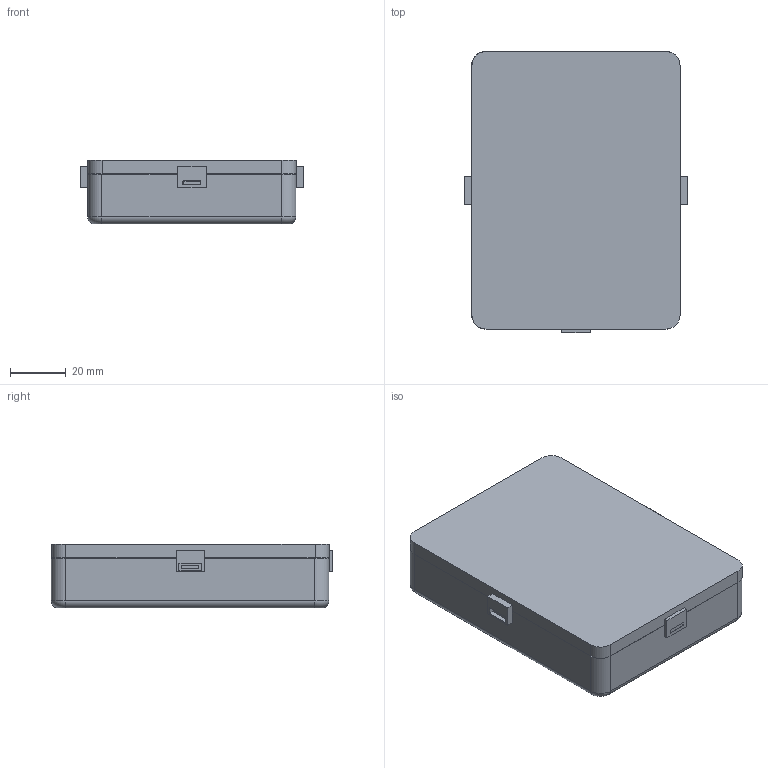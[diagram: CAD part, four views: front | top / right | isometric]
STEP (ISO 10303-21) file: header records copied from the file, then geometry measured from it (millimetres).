
FILE_DESCRIPTION(('STEP AP242 Edition 2','STEP AP242 Edition 2''CAx-IF Rec.Pracs.---Representation and Presentation of Product Manufacturing Information (PMI)---4.0---2014-10-13','STEP AP242 Edition 2''CAx-IF Rec.Pracs.---Representation and Presentation of Product Manufacturing Information (PMI)---4.0---2014-10-13''CAx-IF Rec.Pracs.---3D Tessellated Geometry---0.4---2014-09-14','STEP AP242 Edition 2''CAx-IF Rec.Pracs.---Representation and Presentation of Product Manufacturing Information (PMI)---4.0---2014-10-13''CAx-IF Rec.Pracs.---3D Tessellated Geometry---0.4---2014-09-14''2;1','STEP AP242 Edition 2''CAx-IF Rec.Pracs.---Representation and Presentation of Product Manufacturing Information (PMI)---4.0---2014-10-13''CAx-IF Rec.Pracs.---3D Tessellated Geometry---0.4---2014-09-14''2;1''CAx-IF Rec.Pracs.---User Defined Attributes---1.5---2016-08-15'),'2;1');
FILE_NAME('699b9318f2b1d5c38b02646c.step','2026-02-22T23:36:56',(''),(''),'ST-DEVELOPER v20','ONSHAPE BY PTC INC, 1.211',' ');
FILE_SCHEMA(('AP242_MANAGED_MODEL_BASED_3D_ENGINEERING_MIM_LF { 1 0 10303 442 3 1 4 }'));
Length unit declared in the file: metre
Products named in the file (4): Assembly 1; Part 1; Part 2
Assembly tree (3 placements, depth 2):
  Assembly 1
    Part 1
    Part 2
    Part 1
Bounding box: 80.08 x 101.38 x 23.04 mm (x, y, z)
Volume: 85943.6 mm3; surface area: 48585.7 mm2
Topology: 3 solids, 3 shells, 179 faces, 475 edges, 312 vertices
Faces by surface type: plane 113, cylinder 58, torus 4, bspline 4
Entity records: 5667 total; most frequent: CARTESIAN_POINT 1014, ORIENTED_EDGE 950, DIRECTION 945, EDGE_CURVE 475, LINE 347, VECTOR 347, VERTEX_POINT 312, AXIS2_PLACEMENT_3D 299
